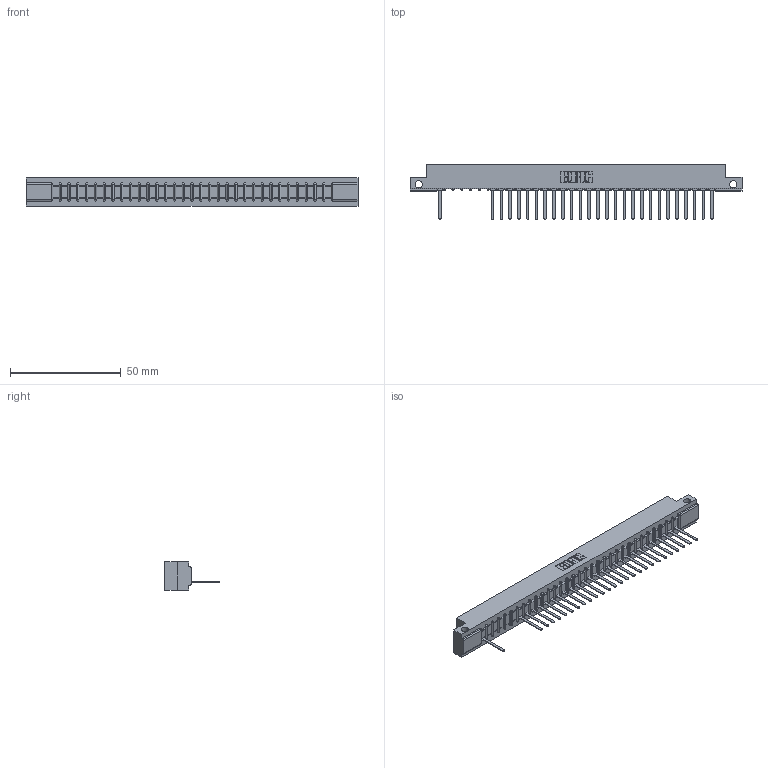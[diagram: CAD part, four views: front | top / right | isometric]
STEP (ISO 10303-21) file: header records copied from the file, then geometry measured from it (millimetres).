
FILE_DESCRIPTION (( 'STEP AP203' ), '1' );
FILE_NAME ('357-032-541-112.STEP', '2018-08-09T23:45:30', ( '' ), ( '' ), 'SwSTEP 2.0', 'SolidWorks 2016', '' );
FILE_SCHEMA (( 'CONFIG_CONTROL_DESIGN' ));
Length unit declared in the file: inch
Products named in the file (3): 307 Part_.128 Dia Side Mounting Holes; 307-290-002_541; 357-032-541-112
Assembly tree (28 placements, depth 2):
  357-032-541-112
    307 Part_.128 Dia Side Mounting Holes
    307-290-002_541  x27
Bounding box: 149.81 x 24.59 x 12.7 mm (x, y, z)
Volume: 15746.3 mm3; surface area: 19132.5 mm2
Topology: 28 solids, 28 shells, 2249 faces, 6907 edges, 4514 vertices
Faces by surface type: plane 1345, cylinder 838, sphere 66
Entity records: 29226 total; most frequent: CARTESIAN_POINT 4951, ORIENTED_EDGE 4946, DIRECTION 4809, EDGE_CURVE 2473, LINE 1889, VECTOR 1889, VERTEX_POINT 1602, AXIS2_PLACEMENT_3D 1460
